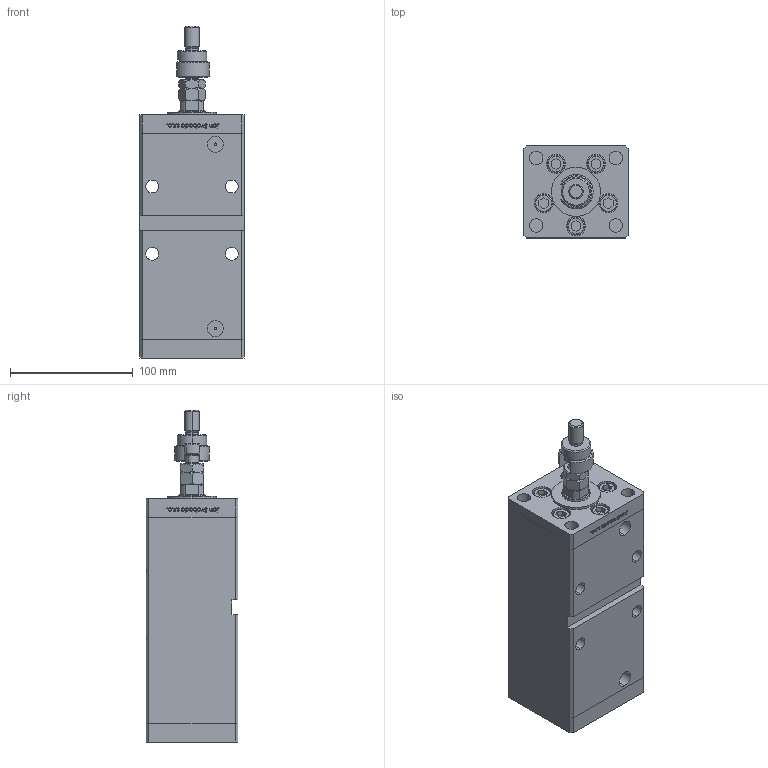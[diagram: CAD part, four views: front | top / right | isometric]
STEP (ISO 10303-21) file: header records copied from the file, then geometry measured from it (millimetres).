
FILE_DESCRIPTION (( 'STEP AP203' ), '1' );
FILE_NAME ('aff9.STEP', '2022-04-15T04:35:46', ( '' ), ( '' ), 'SwSTEP 2.0', 'SolidWorks 2019', '' );
FILE_SCHEMA (( 'CONFIG_CONTROL_DESIGN' ));
Length unit declared in the file: millimetre
Products named in the file (9): DFA 781c0980ef210530a74ca1b338c4eac8; V220C BACK_E 781c0980ef210530a74ca1b338c4eac8; FEMALE_PART_FOR_DFA 781c0980ef210530a74ca1b338c4eac8; MFA 781c0980ef210530a74ca1b338c4eac8; aff9; ALLEN BOLT 781c0980ef210530a74ca1b338c4eac8; V220C_VC_E 781c0980ef210530a74ca1b338c4eac8; V220C_FRONT_E 781c0980ef210530a74ca1b338c4eac8; V220C_E MIDDLE 781c0980ef210530a74ca1b338c4eac8
Assembly tree (17 placements, depth 3):
  aff9
    V220C BACK_E 781c0980ef210530a74ca1b338c4eac8
    V220C_E MIDDLE 781c0980ef210530a74ca1b338c4eac8
    V220C_FRONT_E 781c0980ef210530a74ca1b338c4eac8
    ALLEN BOLT 781c0980ef210530a74ca1b338c4eac8  x10
    V220C_VC_E 781c0980ef210530a74ca1b338c4eac8
    DFA 781c0980ef210530a74ca1b338c4eac8
      FEMALE_PART_FOR_DFA 781c0980ef210530a74ca1b338c4eac8
      MFA 781c0980ef210530a74ca1b338c4eac8
Bounding box: 85 x 75 x 271 mm (x, y, z)
Volume: 1093867.3 mm3; surface area: 189972.6 mm2
Topology: 16 solids, 16 shells, 1299 faces, 3229 edges, 2103 vertices
Faces by surface type: plane 503, bspline 484, cylinder 178, cone 86, torus 48
Entity records: 56026 total; most frequent: CARTESIAN_POINT 31146, ORIENTED_EDGE 5626, DIRECTION 3411, EDGE_CURVE 2813, VERTEX_POINT 1851, VECTOR 1419, LINE 1419, EDGE_LOOP 1278
